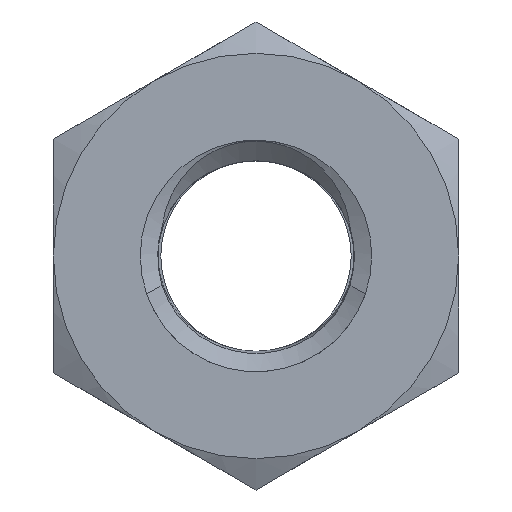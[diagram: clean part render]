
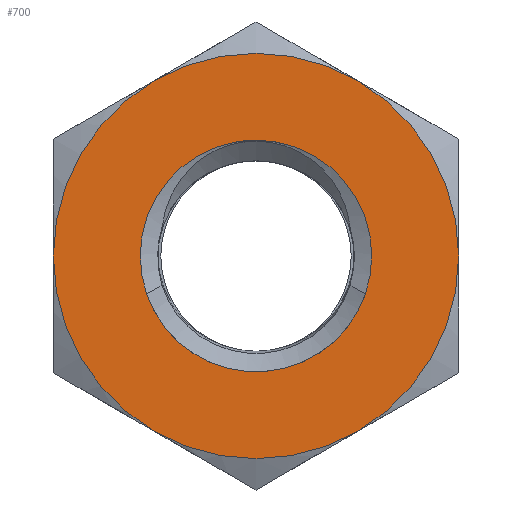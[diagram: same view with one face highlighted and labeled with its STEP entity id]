
A CAD part, front view. The second image highlights one B-rep face of the part: STEP entity #700.
In plain terms, the highlighted planar face has unit normal (0, -1, 0).
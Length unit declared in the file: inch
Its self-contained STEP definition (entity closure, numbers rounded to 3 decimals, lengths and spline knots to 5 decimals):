
#79=PLANE('',#812);
#120=FACE_BOUND('',#258,.T.);
#156=CIRCLE('',#811,0.21875);
#157=CIRCLE('',#813,0.21875);
#158=CIRCLE('',#814,0.21875);
#159=CIRCLE('',#815,0.21875);
#160=CIRCLE('',#816,0.21875);
#161=CIRCLE('',#817,0.21875);
#162=CIRCLE('',#818,0.125);
#163=CIRCLE('',#819,0.125);
#195=FACE_OUTER_BOUND('',#257,.T.);
#257=EDGE_LOOP('',(#562,#563,#564,#565,#566,#567));
#258=EDGE_LOOP('',(#568,#569));
#359=VERTEX_POINT('',#1225);
#362=VERTEX_POINT('',#1242);
#365=VERTEX_POINT('',#1259);
#368=VERTEX_POINT('',#1276);
#371=VERTEX_POINT('',#1293);
#372=VERTEX_POINT('',#1304);
#373=VERTEX_POINT('',#1319);
#374=VERTEX_POINT('',#1320);
#451=EDGE_CURVE('',#372,#359,#156,.T.);
#452=EDGE_CURVE('',#371,#372,#157,.T.);
#453=EDGE_CURVE('',#368,#371,#158,.T.);
#454=EDGE_CURVE('',#365,#368,#159,.T.);
#455=EDGE_CURVE('',#362,#365,#160,.T.);
#456=EDGE_CURVE('',#359,#362,#161,.T.);
#457=EDGE_CURVE('',#373,#374,#162,.T.);
#458=EDGE_CURVE('',#374,#373,#163,.T.);
#562=ORIENTED_EDGE('',*,*,#451,.F.);
#563=ORIENTED_EDGE('',*,*,#452,.F.);
#564=ORIENTED_EDGE('',*,*,#453,.F.);
#565=ORIENTED_EDGE('',*,*,#454,.F.);
#566=ORIENTED_EDGE('',*,*,#455,.F.);
#567=ORIENTED_EDGE('',*,*,#456,.F.);
#568=ORIENTED_EDGE('',*,*,#457,.F.);
#569=ORIENTED_EDGE('',*,*,#458,.F.);
#700=ADVANCED_FACE('',(#195,#120),#79,.F.);
#811=AXIS2_PLACEMENT_3D('',#1312,#961,#962);
#812=AXIS2_PLACEMENT_3D('',#1313,#963,#964);
#813=AXIS2_PLACEMENT_3D('',#1314,#965,#966);
#814=AXIS2_PLACEMENT_3D('',#1315,#967,#968);
#815=AXIS2_PLACEMENT_3D('',#1316,#969,#970);
#816=AXIS2_PLACEMENT_3D('',#1317,#971,#972);
#817=AXIS2_PLACEMENT_3D('',#1318,#973,#974);
#818=AXIS2_PLACEMENT_3D('',#1321,#975,#976);
#819=AXIS2_PLACEMENT_3D('',#1322,#977,#978);
#961=DIRECTION('center_axis',(0.,1.,0.));
#962=DIRECTION('ref_axis',(-0.5,0.,0.866));
#963=DIRECTION('center_axis',(0.,1.,0.));
#964=DIRECTION('ref_axis',(0.,0.,1.));
#965=DIRECTION('center_axis',(0.,1.,0.));
#966=DIRECTION('ref_axis',(-1.,0.,0.));
#967=DIRECTION('center_axis',(0.,1.,0.));
#968=DIRECTION('ref_axis',(-0.5,0.,-0.866));
#969=DIRECTION('center_axis',(0.,1.,0.));
#970=DIRECTION('ref_axis',(0.,0.,-1.));
#971=DIRECTION('center_axis',(0.,1.,0.));
#972=DIRECTION('ref_axis',(1.,0.,0.));
#973=DIRECTION('center_axis',(0.,1.,0.));
#974=DIRECTION('ref_axis',(0.5,0.,0.866));
#975=DIRECTION('center_axis',(0.,-1.,0.));
#976=DIRECTION('ref_axis',(0.,0.,1.));
#977=DIRECTION('center_axis',(0.,-1.,0.));
#978=DIRECTION('ref_axis',(-0.944,0.,-0.33));
#1225=CARTESIAN_POINT('',(0.10938,0.,0.18944));
#1242=CARTESIAN_POINT('',(0.21875,0.,0.));
#1259=CARTESIAN_POINT('',(0.10938,0.,-0.18944));
#1276=CARTESIAN_POINT('',(-0.10938,0.,-0.18944));
#1293=CARTESIAN_POINT('',(-0.21875,0.,0.));
#1304=CARTESIAN_POINT('',(-0.10938,0.,0.18944));
#1312=CARTESIAN_POINT('Origin',(0.,0.,0.));
#1313=CARTESIAN_POINT('Origin',(-0.21875,0.,-0.37889));
#1314=CARTESIAN_POINT('Origin',(0.,0.,0.));
#1315=CARTESIAN_POINT('Origin',(0.,0.,0.));
#1316=CARTESIAN_POINT('Origin',(0.,0.,0.));
#1317=CARTESIAN_POINT('Origin',(0.,0.,0.));
#1318=CARTESIAN_POINT('Origin',(0.,0.,0.));
#1319=CARTESIAN_POINT('',(0.11801,0.,-0.04122));
#1320=CARTESIAN_POINT('',(-0.11801,0.,-0.04122));
#1321=CARTESIAN_POINT('Origin',(0.,0.,0.));
#1322=CARTESIAN_POINT('Origin',(0.,0.,0.));
